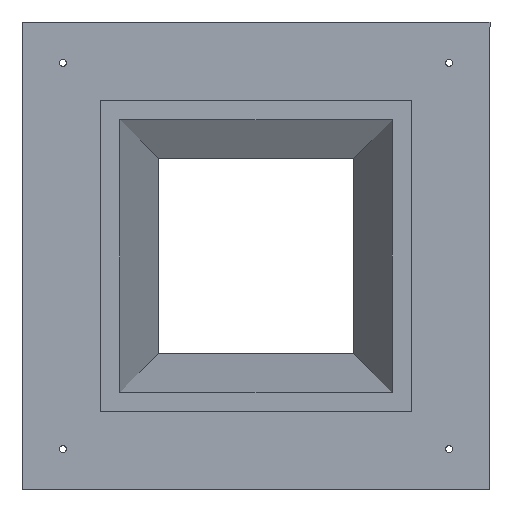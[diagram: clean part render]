
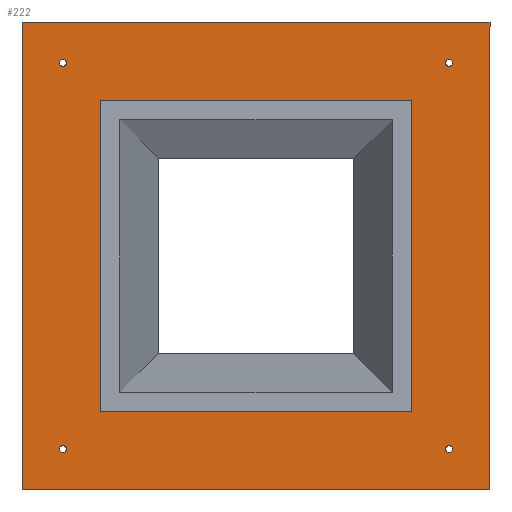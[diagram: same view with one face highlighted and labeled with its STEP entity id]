
A CAD part, front view. The second image highlights one B-rep face of the part: STEP entity #222.
In plain terms, the highlighted planar face has unit normal (0, -1, 0).
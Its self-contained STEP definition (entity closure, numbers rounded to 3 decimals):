
#70 = ORIENTED_EDGE ( 'NONE', *, *, #202, .T. ) ;
#151 = VERTEX_POINT ( 'NONE', #795 ) ;
#153 = EDGE_CURVE ( 'NONE', #1514, #151, #856, .T. ) ;
#195 = ORIENTED_EDGE ( 'NONE', *, *, #196, .F. ) ;
#196 = EDGE_CURVE ( 'NONE', #197, #274, #906, .T. ) ;
#197 = VERTEX_POINT ( 'NONE', #902 ) ;
#198 = ORIENTED_EDGE ( 'NONE', *, *, #199, .F. ) ;
#199 = EDGE_CURVE ( 'NONE', #271, #197, #901, .T. ) ;
#200 = EDGE_LOOP ( 'NONE', ( #201, #255 ) ) ;
#201 = ORIENTED_EDGE ( 'NONE', *, *, #523, .T. ) ;
#202 = EDGE_CURVE ( 'NONE', #151, #1514, #897, .T. ) ;
#203 = EDGE_LOOP ( 'NONE', ( #204, #208, #211, #214 ) ) ;
#204 = ORIENTED_EDGE ( 'NONE', *, *, #205, .T. ) ;
#205 = EDGE_CURVE ( 'NONE', #206, #207, #892, .T. ) ;
#206 = VERTEX_POINT ( 'NONE', #953 ) ;
#207 = VERTEX_POINT ( 'NONE', #952 ) ;
#208 = ORIENTED_EDGE ( 'NONE', *, *, #209, .T. ) ;
#209 = EDGE_CURVE ( 'NONE', #207, #210, #951, .T. ) ;
#210 = VERTEX_POINT ( 'NONE', #947 ) ;
#211 = ORIENTED_EDGE ( 'NONE', *, *, #212, .T. ) ;
#212 = EDGE_CURVE ( 'NONE', #210, #213, #946, .T. ) ;
#213 = VERTEX_POINT ( 'NONE', #942 ) ;
#214 = ORIENTED_EDGE ( 'NONE', *, *, #215, .T. ) ;
#215 = EDGE_CURVE ( 'NONE', #213, #206, #941, .T. ) ;
#216 = EDGE_LOOP ( 'NONE', ( #268, #272, #195, #198 ) ) ;
#222 = ADVANCED_FACE ( 'NONE', ( #932, #931, #930, #929, #928, #927 ), #926, .T. ) ;
#223 = EDGE_LOOP ( 'NONE', ( #224, #225 ) ) ;
#224 = ORIENTED_EDGE ( 'NONE', *, *, #542, .T. ) ;
#225 = ORIENTED_EDGE ( 'NONE', *, *, #226, .T. ) ;
#226 = EDGE_CURVE ( 'NONE', #533, #543, #988, .T. ) ;
#227 = EDGE_LOOP ( 'NONE', ( #228, #70 ) ) ;
#228 = ORIENTED_EDGE ( 'NONE', *, *, #153, .T. ) ;
#255 = ORIENTED_EDGE ( 'NONE', *, *, #256, .T. ) ;
#256 = EDGE_CURVE ( 'NONE', #519, #514, #996, .T. ) ;
#257 = EDGE_LOOP ( 'NONE', ( #258, #259 ) ) ;
#258 = ORIENTED_EDGE ( 'NONE', *, *, #548, .T. ) ;
#259 = ORIENTED_EDGE ( 'NONE', *, *, #260, .T. ) ;
#260 = EDGE_CURVE ( 'NONE', #480, #473, #992, .T. ) ;
#268 = ORIENTED_EDGE ( 'NONE', *, *, #269, .F. ) ;
#269 = EDGE_CURVE ( 'NONE', #270, #271, #1035, .T. ) ;
#270 = VERTEX_POINT ( 'NONE', #1031 ) ;
#271 = VERTEX_POINT ( 'NONE', #1030 ) ;
#272 = ORIENTED_EDGE ( 'NONE', *, *, #273, .F. ) ;
#273 = EDGE_CURVE ( 'NONE', #274, #270, #1029, .T. ) ;
#274 = VERTEX_POINT ( 'NONE', #1025 ) ;
#473 = VERTEX_POINT ( 'NONE', #1327 ) ;
#480 = VERTEX_POINT ( 'NONE', #1349 ) ;
#514 = VERTEX_POINT ( 'NONE', #1379 ) ;
#519 = VERTEX_POINT ( 'NONE', #1424 ) ;
#523 = EDGE_CURVE ( 'NONE', #514, #519, #1419, .T. ) ;
#533 = VERTEX_POINT ( 'NONE', #1401 ) ;
#542 = EDGE_CURVE ( 'NONE', #543, #533, #1443, .T. ) ;
#543 = VERTEX_POINT ( 'NONE', #1438 ) ;
#548 = EDGE_CURVE ( 'NONE', #473, #480, #1436, .T. ) ;
#795 = CARTESIAN_POINT ( 'NONE',  ( -355., 0., 361.5 ) ) ;
#852 = DIRECTION ( 'NONE',  ( 0., 0., 1. ) ) ;
#853 = DIRECTION ( 'NONE',  ( 0., 1., 0. ) ) ;
#854 = CARTESIAN_POINT ( 'NONE',  ( -355., 0., 355. ) ) ;
#855 = AXIS2_PLACEMENT_3D ( 'NONE', #854, #853, #852 ) ;
#856 = CIRCLE ( 'NONE', #855, 6.5 ) ;
#892 = LINE ( 'NONE', #956, #955 ) ;
#893 = DIRECTION ( 'NONE',  ( 0., 0., 1. ) ) ;
#894 = DIRECTION ( 'NONE',  ( 0., 1., 0. ) ) ;
#895 = CARTESIAN_POINT ( 'NONE',  ( -355., 0., 355. ) ) ;
#896 = AXIS2_PLACEMENT_3D ( 'NONE', #895, #894, #893 ) ;
#897 = CIRCLE ( 'NONE', #896, 6.5 ) ;
#898 = DIRECTION ( 'NONE',  ( 0., 0., 1. ) ) ;
#899 = VECTOR ( 'NONE', #898, 1000. ) ;
#900 = CARTESIAN_POINT ( 'NONE',  ( 285., 0., -950. ) ) ;
#901 = LINE ( 'NONE', #900, #899 ) ;
#902 = CARTESIAN_POINT ( 'NONE',  ( 285., 0., 285. ) ) ;
#903 = DIRECTION ( 'NONE',  ( -1., 0., 0. ) ) ;
#904 = VECTOR ( 'NONE', #903, 1000. ) ;
#905 = CARTESIAN_POINT ( 'NONE',  ( 950., 0., 285. ) ) ;
#906 = LINE ( 'NONE', #905, #904 ) ;
#922 = DIRECTION ( 'NONE',  ( 0., 0., -1. ) ) ;
#923 = DIRECTION ( 'NONE',  ( 0., -1., 0. ) ) ;
#924 = CARTESIAN_POINT ( 'NONE',  ( -285., 0., 950. ) ) ;
#925 = AXIS2_PLACEMENT_3D ( 'NONE', #924, #923, #922 ) ;
#926 = PLANE ( 'NONE',  #925 ) ;
#927 = FACE_BOUND ( 'NONE', #257, .T. ) ;
#928 = FACE_BOUND ( 'NONE', #200, .T. ) ;
#929 = FACE_BOUND ( 'NONE', #216, .T. ) ;
#930 = FACE_OUTER_BOUND ( 'NONE', #203, .T. ) ;
#931 = FACE_BOUND ( 'NONE', #227, .T. ) ;
#932 = FACE_BOUND ( 'NONE', #223, .T. ) ;
#938 = DIRECTION ( 'NONE',  ( -1., 0., 0. ) ) ;
#939 = VECTOR ( 'NONE', #938, 1000. ) ;
#940 = CARTESIAN_POINT ( 'NONE',  ( 950., 0., 430. ) ) ;
#941 = LINE ( 'NONE', #940, #939 ) ;
#942 = CARTESIAN_POINT ( 'NONE',  ( 430., 0., 430. ) ) ;
#943 = DIRECTION ( 'NONE',  ( 0., 0., 1. ) ) ;
#944 = VECTOR ( 'NONE', #943, 1000. ) ;
#945 = CARTESIAN_POINT ( 'NONE',  ( 430., 0., -950. ) ) ;
#946 = LINE ( 'NONE', #945, #944 ) ;
#947 = CARTESIAN_POINT ( 'NONE',  ( 430., 0., -430. ) ) ;
#948 = DIRECTION ( 'NONE',  ( 1., 0., 0. ) ) ;
#949 = VECTOR ( 'NONE', #948, 1000. ) ;
#950 = CARTESIAN_POINT ( 'NONE',  ( -950., 0., -430. ) ) ;
#951 = LINE ( 'NONE', #950, #949 ) ;
#952 = CARTESIAN_POINT ( 'NONE',  ( -430., 0., -430. ) ) ;
#953 = CARTESIAN_POINT ( 'NONE',  ( -430., 0., 430. ) ) ;
#954 = DIRECTION ( 'NONE',  ( 0., 0., -1. ) ) ;
#955 = VECTOR ( 'NONE', #954, 1000. ) ;
#956 = CARTESIAN_POINT ( 'NONE',  ( -430., 0., 950. ) ) ;
#984 = DIRECTION ( 'NONE',  ( 0., 0., 1. ) ) ;
#985 = DIRECTION ( 'NONE',  ( 0., 1., 0. ) ) ;
#986 = CARTESIAN_POINT ( 'NONE',  ( 355., 0., -355. ) ) ;
#987 = AXIS2_PLACEMENT_3D ( 'NONE', #986, #985, #984 ) ;
#988 = CIRCLE ( 'NONE', #987, 6.5 ) ;
#989 = DIRECTION ( 'NONE',  ( 0., 1., 0. ) ) ;
#990 = CARTESIAN_POINT ( 'NONE',  ( -355., 0., -355. ) ) ;
#991 = AXIS2_PLACEMENT_3D ( 'NONE', #990, #989, #1050 ) ;
#992 = CIRCLE ( 'NONE', #991, 6.5 ) ;
#993 = DIRECTION ( 'NONE',  ( 0., 0., 1. ) ) ;
#994 = DIRECTION ( 'NONE',  ( 0., 1., 0. ) ) ;
#995 = AXIS2_PLACEMENT_3D ( 'NONE', #1000, #994, #993 ) ;
#996 = CIRCLE ( 'NONE', #995, 6.5 ) ;
#1000 = CARTESIAN_POINT ( 'NONE',  ( 355., 0., 355. ) ) ;
#1025 = CARTESIAN_POINT ( 'NONE',  ( -285., 0., 285. ) ) ;
#1026 = DIRECTION ( 'NONE',  ( 0., 0., -1. ) ) ;
#1027 = VECTOR ( 'NONE', #1026, 1000. ) ;
#1028 = CARTESIAN_POINT ( 'NONE',  ( -285., 0., 950. ) ) ;
#1029 = LINE ( 'NONE', #1028, #1027 ) ;
#1030 = CARTESIAN_POINT ( 'NONE',  ( 285., 0., -285. ) ) ;
#1031 = CARTESIAN_POINT ( 'NONE',  ( -285., 0., -285. ) ) ;
#1032 = DIRECTION ( 'NONE',  ( 1., 0., 0. ) ) ;
#1033 = VECTOR ( 'NONE', #1032, 1000. ) ;
#1034 = CARTESIAN_POINT ( 'NONE',  ( -950., 0., -285. ) ) ;
#1035 = LINE ( 'NONE', #1034, #1033 ) ;
#1050 = DIRECTION ( 'NONE',  ( 0., 0., 1. ) ) ;
#1327 = CARTESIAN_POINT ( 'NONE',  ( -355., 0., -361.5 ) ) ;
#1349 = CARTESIAN_POINT ( 'NONE',  ( -355., 0., -348.5 ) ) ;
#1379 = CARTESIAN_POINT ( 'NONE',  ( 355., 0., 348.5 ) ) ;
#1401 = CARTESIAN_POINT ( 'NONE',  ( 355., 0., -348.5 ) ) ;
#1415 = DIRECTION ( 'NONE',  ( 0., 0., 1. ) ) ;
#1416 = DIRECTION ( 'NONE',  ( 0., 1., 0. ) ) ;
#1417 = CARTESIAN_POINT ( 'NONE',  ( 355., 0., 355. ) ) ;
#1418 = AXIS2_PLACEMENT_3D ( 'NONE', #1417, #1416, #1415 ) ;
#1419 = CIRCLE ( 'NONE', #1418, 6.5 ) ;
#1424 = CARTESIAN_POINT ( 'NONE',  ( 355., 0., 361.5 ) ) ;
#1432 = DIRECTION ( 'NONE',  ( 0., 0., 1. ) ) ;
#1433 = DIRECTION ( 'NONE',  ( 0., 1., 0. ) ) ;
#1434 = CARTESIAN_POINT ( 'NONE',  ( -355., 0., -355. ) ) ;
#1435 = AXIS2_PLACEMENT_3D ( 'NONE', #1434, #1433, #1432 ) ;
#1436 = CIRCLE ( 'NONE', #1435, 6.5 ) ;
#1438 = CARTESIAN_POINT ( 'NONE',  ( 355., 0., -361.5 ) ) ;
#1439 = DIRECTION ( 'NONE',  ( 0., 0., 1. ) ) ;
#1440 = DIRECTION ( 'NONE',  ( 0., 1., 0. ) ) ;
#1441 = CARTESIAN_POINT ( 'NONE',  ( 355., 0., -355. ) ) ;
#1442 = AXIS2_PLACEMENT_3D ( 'NONE', #1441, #1440, #1439 ) ;
#1443 = CIRCLE ( 'NONE', #1442, 6.5 ) ;
#1466 = CARTESIAN_POINT ( 'NONE',  ( -355., 0., 348.5 ) ) ;
#1514 = VERTEX_POINT ( 'NONE', #1466 ) ;
